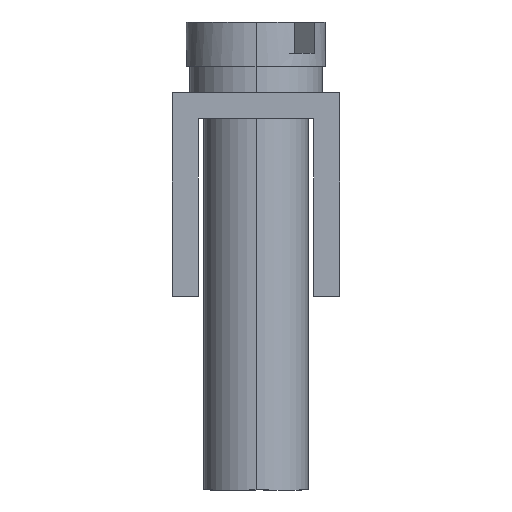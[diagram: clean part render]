
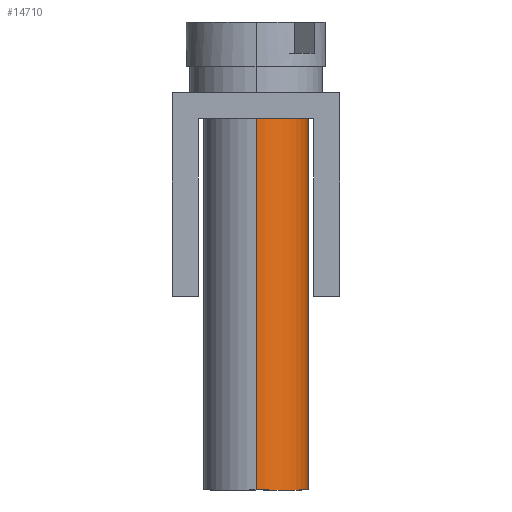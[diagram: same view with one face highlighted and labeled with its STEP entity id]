
A CAD part, left-side view. The second image highlights one B-rep face of the part: STEP entity #14710.
In plain terms, the highlighted cylindrical face has radius 2 mm (diameter 4 mm), a partial arc.
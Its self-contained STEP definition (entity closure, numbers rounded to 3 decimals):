
#14300=CARTESIAN_POINT('',(-8.2,-7.35,
0.));
#14310=DIRECTION('',(0.,-1.,0.));
#14320=DIRECTION('',(-1.,0.,0.));
#14330=AXIS2_PLACEMENT_3D('',#14300,#14310,#14320);
#14340=CYLINDRICAL_SURFACE('',#14330,2.);
#14350=CARTESIAN_POINT('',(-6.2,-7.35,
0.));
#14360=DIRECTION('',(0.,-1.,0.));
#14370=VECTOR('',#14360,1.);
#14380=LINE('',#14350,#14370);
#14390=CARTESIAN_POINT('',(-6.2,-1.,
0.));
#14400=VERTEX_POINT('',#14390);
#14410=CARTESIAN_POINT('',(-6.2,-15.2,
0.));
#14420=VERTEX_POINT('',#14410);
#14430=EDGE_CURVE('',#14400,#14420,#14380,.T.);
#14440=ORIENTED_EDGE('',*,*,#14430,.F.);
#14450=CARTESIAN_POINT('',(-8.2,-15.2,
0.));
#14460=DIRECTION('',(0.,-1.,0.));
#14470=DIRECTION('',(-1.,0.,0.));
#14480=AXIS2_PLACEMENT_3D('',#14450,#14460,#14470);
#14490=CIRCLE('',#14480,2.);
#14500=CARTESIAN_POINT('',(-10.2,-15.2,0.))
;
#14510=VERTEX_POINT('',#14500);
#14520=EDGE_CURVE('',#14420,#14510,#14490,.T.);
#14530=ORIENTED_EDGE('',*,*,#14520,.F.);
#14540=CARTESIAN_POINT('',(-10.2,-7.35,0.))
;
#14550=DIRECTION('',(0.,-1.,0.));
#14560=VECTOR('',#14550,1.);
#14570=LINE('',#14540,#14560);
#14580=CARTESIAN_POINT('',(-10.2,-1.,
0.));
#14590=VERTEX_POINT('',#14580);
#14600=EDGE_CURVE('',#14590,#14510,#14570,.T.);
#14610=ORIENTED_EDGE('',*,*,#14600,.T.);
#14620=CARTESIAN_POINT('',(-8.2,-1.,
0.));
#14630=DIRECTION('',(0.,-1.,0.));
#14640=DIRECTION('',(-1.,0.,0.));
#14650=AXIS2_PLACEMENT_3D('',#14620,#14630,#14640);
#14660=CIRCLE('',#14650,2.);
#14670=EDGE_CURVE('',#14400,#14590,#14660,.T.);
#14680=ORIENTED_EDGE('',*,*,#14670,.T.);
#14690=EDGE_LOOP('',(#14680,#14610,#14530,#14440));
#14700=FACE_OUTER_BOUND('',#14690,.T.);
#14710=ADVANCED_FACE('',(#14700),#14340,.T.);
